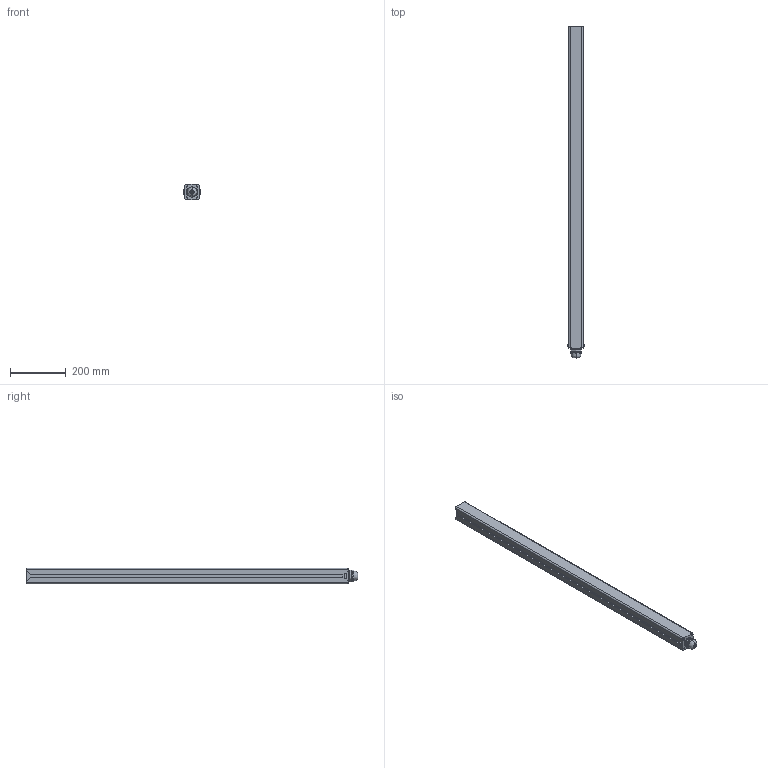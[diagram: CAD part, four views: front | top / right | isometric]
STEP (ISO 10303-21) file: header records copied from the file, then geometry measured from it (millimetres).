
FILE_DESCRIPTION((''),'2;1');
FILE_NAME('SLC_4_E_F300186A','2006-01-03T',('Pepperl+Fuchs'),('Industriehansa'),'PRO/ENGINEER BY PARAMETRIC TECHNOLOGY CORPORATION, 2005290','PRO/ENGINEER BY PARAMETRIC TECHNOLOGY CORPORATION, 2005290','');
FILE_SCHEMA(('AUTOMOTIVE_DESIGN_CC2 { 1 2 10303 214 -1 1 5 2 }'));
Length unit declared in the file: millimetre
Products named in the file (1): SLC_4_E_F300186A
Bounding box: 62 x 1192 x 55 mm (x, y, z)
Volume: 3200209.1 mm3; surface area: 270686.3 mm2
Topology: 1 solids, 1 shells, 100 faces, 286 edges, 216 vertices
Faces by surface type: plane 62, cylinder 34, cone 2, revolution 2
Entity records: 4817 total; most frequent: CARTESIAN_POINT 663, DIRECTION 534, ORIENTED_EDGE 520, PRESENTATION_STYLE_ASSIGNMENT 349, STYLED_ITEM 312, CURVE_STYLE 294, EDGE_CURVE 260, VECTOR 206
